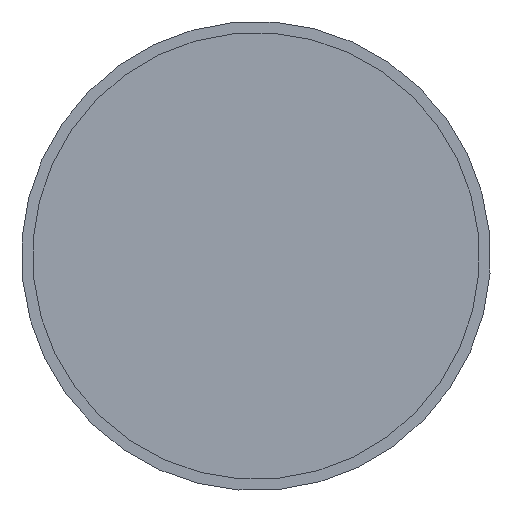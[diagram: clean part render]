
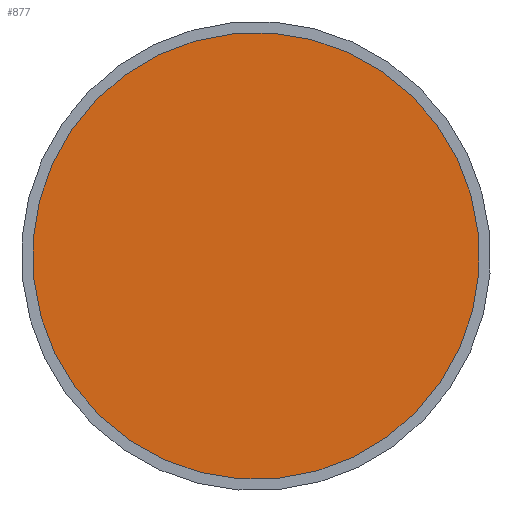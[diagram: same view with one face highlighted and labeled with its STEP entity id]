
A CAD part, front view. The second image highlights one B-rep face of the part: STEP entity #877.
In plain terms, the highlighted planar face has unit normal (0, -1, 0).
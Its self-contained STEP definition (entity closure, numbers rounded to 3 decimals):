
#80=PLANE('',#969);
#110=FACE_OUTER_BOUND('',#159,.T.);
#159=EDGE_LOOP('',(#640,#641));
#246=CIRCLE('',#970,20.);
#247=CIRCLE('',#971,20.);
#347=VERTEX_POINT('',#1517);
#348=VERTEX_POINT('',#1518);
#460=EDGE_CURVE('',#347,#348,#246,.T.);
#461=EDGE_CURVE('',#348,#347,#247,.T.);
#640=ORIENTED_EDGE('',*,*,#460,.T.);
#641=ORIENTED_EDGE('',*,*,#461,.T.);
#877=ADVANCED_FACE('',(#110),#80,.T.);
#969=AXIS2_PLACEMENT_3D('',#1516,#1164,#1165);
#970=AXIS2_PLACEMENT_3D('',#1519,#1166,#1167);
#971=AXIS2_PLACEMENT_3D('',#1520,#1168,#1169);
#1164=DIRECTION('center_axis',(0.,-1.,0.));
#1165=DIRECTION('ref_axis',(0.102,0.,-0.995));
#1166=DIRECTION('center_axis',(0.,-1.,0.));
#1167=DIRECTION('ref_axis',(0.995,0.,0.102));
#1168=DIRECTION('center_axis',(0.,-1.,0.));
#1169=DIRECTION('ref_axis',(0.995,0.,0.102));
#1516=CARTESIAN_POINT('Origin',(9.948,-38.555,1.015));
#1517=CARTESIAN_POINT('',(19.897,-38.555,2.031));
#1518=CARTESIAN_POINT('',(-19.897,-38.555,-2.031));
#1519=CARTESIAN_POINT('Origin',(0.,-38.555,
0.));
#1520=CARTESIAN_POINT('Origin',(0.,-38.555,
0.));
